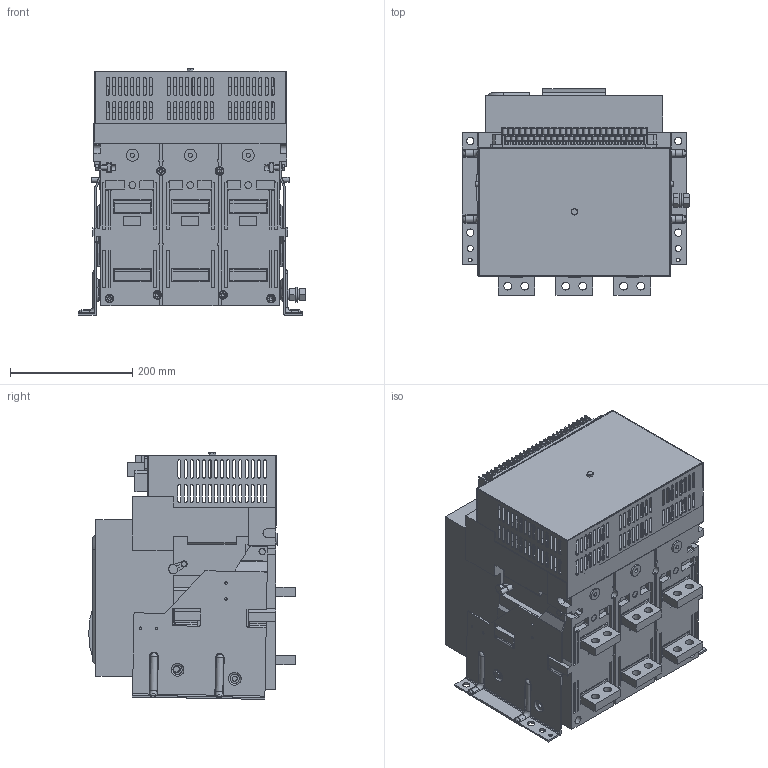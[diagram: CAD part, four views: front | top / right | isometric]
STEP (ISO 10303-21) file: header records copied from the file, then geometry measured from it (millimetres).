
FILE_DESCRIPTION(('STEP AP203'), '1');
FILE_NAME('Àâòîìàòè÷åñêèé âûêëþ÷àòåëü ÂÀ99-40 À-3ð F M2C2S2 1250A', '', ('UNSPECIFIED'), ('UNSPECIFIED'), 'C3D Converter', 'C3D Toolkit', '');
FILE_SCHEMA(('CONFIG_CONTROL_DESIGN'));
Length unit declared in the file: millimetre
Assembly tree (30 placements, depth 3):
  (unnamed)
    (unnamed)
      (unnamed)  x6
    (unnamed)
      (unnamed)
      (unnamed)  x2
    (unnamed)
      (unnamed)
      (unnamed)  x2
    (unnamed)  x2
    (unnamed)  x2
    (unnamed)  x2
    (unnamed)  x4
    (unnamed)
    (unnamed)  x4
Bounding box: 372.6 x 338.68 x 404.62 mm (x, y, z)
Volume: 24843785.5 mm3; surface area: 1296937.9 mm2
Topology: 56 solids, 56 shells, 2224 faces, 5857 edges, 3745 vertices
Faces by surface type: plane 1527, cylinder 565, torus 57, cone 43, bspline 16, sphere 16
Full cylindrical faces by diameter (mm): 4 x8, 4.917 x4, 6 x13, 6.647 x6, 7 x3, 8 x36, 8.003 x24, 9 x4, 10 x2, 10.106 x2, 11 x3, 12 x4, 13 x18, 13.5 x2, 14 x6, 20 x3, 22 x2, 23 x2, 24 x2
Entity records: 74983 total; most frequent: CARTESIAN_POINT 14718, ORIENTED_EDGE 10258, DIRECTION 10129, EDGE_CURVE 5129, LINE 3841, VECTOR 3841, VERTEX_POINT 3409, AXIS2_PLACEMENT_3D 3144
